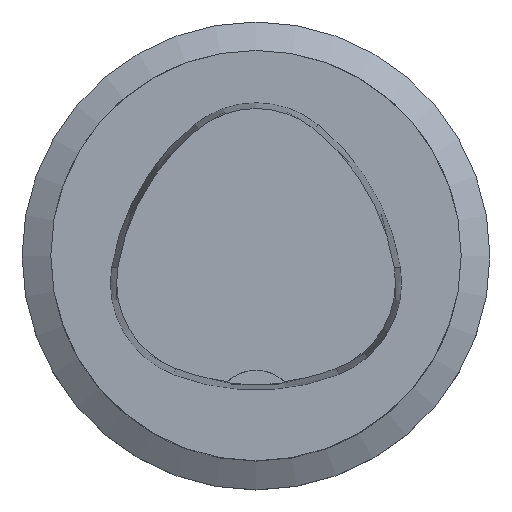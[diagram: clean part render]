
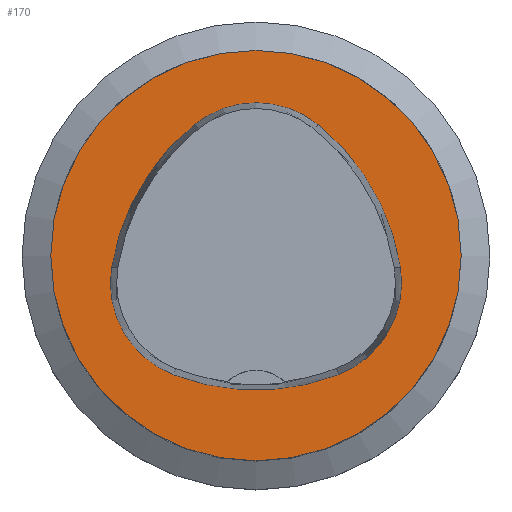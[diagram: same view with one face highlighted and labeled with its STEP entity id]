
A CAD part, top view. The second image highlights one B-rep face of the part: STEP entity #170.
In plain terms, the highlighted planar face has unit normal (0, 0, 1).
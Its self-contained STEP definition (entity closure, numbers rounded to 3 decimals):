
#107=PLANE('',#624);
#170=ADVANCED_FACE('',(#228,#229),#107,.T.);
#200=CIRCLE('',#596,25.0);
#201=CIRCLE('',#602,28.0);
#203=CIRCLE('',#605,12.0);
#205=CIRCLE('',#608,28.0);
#207=CIRCLE('',#611,12.0);
#211=CIRCLE('',#616,28.0);
#213=CIRCLE('',#619,12.0);
#228=FACE_BOUND('',#251,.T.);
#229=FACE_BOUND('',#252,.T.);
#251=EDGE_LOOP('',(#342,#343,#344,#345,#346,#347));
#252=EDGE_LOOP('',(#348));
#342=ORIENTED_EDGE('',*,*,#501,.T.);
#343=ORIENTED_EDGE('',*,*,#481,.T.);
#344=ORIENTED_EDGE('',*,*,#485,.T.);
#345=ORIENTED_EDGE('',*,*,#488,.T.);
#346=ORIENTED_EDGE('',*,*,#491,.T.);
#347=ORIENTED_EDGE('',*,*,#499,.T.);
#348=ORIENTED_EDGE('',*,*,#472,.F.);
#427=VERTEX_POINT('',#833);
#436=VERTEX_POINT('',#852);
#437=VERTEX_POINT('',#853);
#440=VERTEX_POINT('',#861);
#442=VERTEX_POINT('',#867);
#444=VERTEX_POINT('',#873);
#451=VERTEX_POINT('',#894);
#472=EDGE_CURVE('',#427,#427,#200,.T.);
#481=EDGE_CURVE('',#436,#437,#201,.T.);
#485=EDGE_CURVE('',#437,#440,#203,.T.);
#488=EDGE_CURVE('',#440,#442,#205,.T.);
#491=EDGE_CURVE('',#442,#444,#207,.T.);
#499=EDGE_CURVE('',#444,#451,#211,.T.);
#501=EDGE_CURVE('',#451,#436,#213,.T.);
#596=AXIS2_PLACEMENT_3D('',#832,#670,#671);
#602=AXIS2_PLACEMENT_3D('',#851,#686,#687);
#605=AXIS2_PLACEMENT_3D('',#860,#694,#695);
#608=AXIS2_PLACEMENT_3D('',#866,#701,#702);
#611=AXIS2_PLACEMENT_3D('',#872,#708,#709);
#616=AXIS2_PLACEMENT_3D('',#895,#720,#721);
#619=AXIS2_PLACEMENT_3D('',#898,#726,#727);
#624=AXIS2_PLACEMENT_3D('',#903,#736,#737);
#670=DIRECTION('',(0.0,0.0,-1.0));
#671=DIRECTION('',(-1.0,0.0,0.0));
#686=DIRECTION('',(0.0,0.0,-1.0));
#687=DIRECTION('',(-1.0,0.0,0.0));
#694=DIRECTION('',(0.0,0.0,-1.0));
#695=DIRECTION('',(-1.0,0.0,0.0));
#701=DIRECTION('',(0.0,0.0,-1.0));
#702=DIRECTION('',(-1.0,0.0,0.0));
#708=DIRECTION('',(0.0,0.0,-1.0));
#709=DIRECTION('',(-1.0,0.0,0.0));
#720=DIRECTION('',(0.0,0.0,-1.0));
#721=DIRECTION('',(-1.0,0.0,0.0));
#726=DIRECTION('',(0.0,0.0,-1.0));
#727=DIRECTION('',(-1.0,0.0,0.0));
#736=DIRECTION('',(0.0,0.0,1.0));
#737=DIRECTION('',(-1.0,0.0,0.0));
#832=CARTESIAN_POINT('',(0.0,0.0,0.0));
#833=CARTESIAN_POINT('',(-25.0,0.0,0.0));
#851=CARTESIAN_POINT('',(10.068,-5.824,0.0));
#852=CARTESIAN_POINT('',(-17.584,-1.424,0.0));
#853=CARTESIAN_POINT('',(-7.531,15.953,0.0));
#860=CARTESIAN_POINT('',(0.011,6.62,0.0));
#861=CARTESIAN_POINT('',(7.567,15.942,0.0));
#866=CARTESIAN_POINT('',(-10.063,-5.81,0.0));
#867=CARTESIAN_POINT('',(17.59,-1.418,0.0));
#872=CARTESIAN_POINT('',(5.739,-3.3,0.0));
#873=CARTESIAN_POINT('',(10.05,-14.499,0.0));
#894=CARTESIAN_POINT('',(-10.025,-14.516,0.0));
#895=CARTESIAN_POINT('',(-0.01,11.631,0.0));
#898=CARTESIAN_POINT('',(-5.733,-3.31,0.0));
#903=CARTESIAN_POINT('',(0.0,0.0,0.0));
